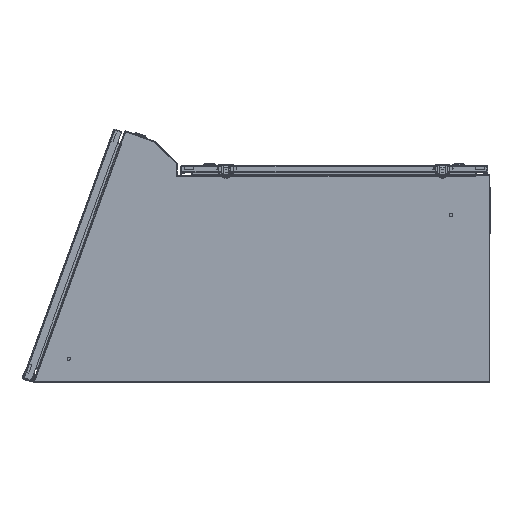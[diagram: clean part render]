
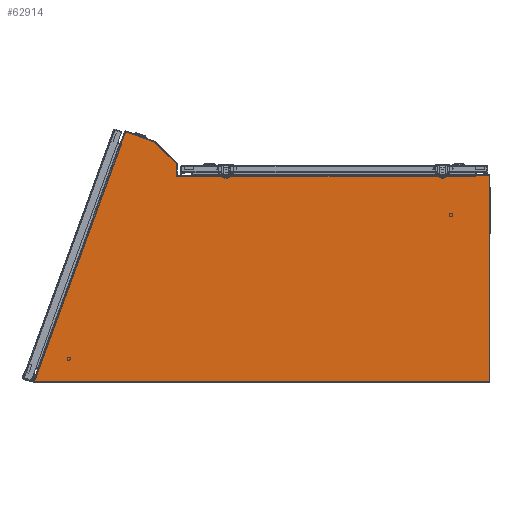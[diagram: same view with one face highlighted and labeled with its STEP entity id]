
A CAD part, left-side view. The second image highlights one B-rep face of the part: STEP entity #62914.
In plain terms, the highlighted planar face has unit normal (-1, 0, 0).
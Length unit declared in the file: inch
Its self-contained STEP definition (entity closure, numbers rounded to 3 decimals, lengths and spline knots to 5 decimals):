
#201 = DIRECTION ( 'NONE',  ( 0., -1., 0. ) ) ;
#1182 = VECTOR ( 'NONE', #7704, 39.37008 ) ;
#3240 = CARTESIAN_POINT ( 'NONE',  ( -30.036, -9.40596, 30.60963 ) ) ;
#3953 = VERTEX_POINT ( 'NONE', #61376 ) ;
#4814 = LINE ( 'NONE', #9425, #30829 ) ;
#5388 = DIRECTION ( 'NONE',  ( -1., 0., 0. ) ) ;
#6352 = CARTESIAN_POINT ( 'NONE',  ( -30.036, -12.96203, 37.09106 ) ) ;
#6847 = EDGE_CURVE ( 'NONE', #69201, #36480, #60206, .T. ) ;
#7704 = DIRECTION ( 'NONE',  ( 0., 0., 1. ) ) ;
#8313 = ORIENTED_EDGE ( 'NONE', *, *, #21044, .T. ) ;
#9425 = CARTESIAN_POINT ( 'NONE',  ( -30.036, -15.09952, 33.49804 ) ) ;
#9993 = CARTESIAN_POINT ( 'NONE',  ( -30.036, -6.7105, 1.116 ) ) ;
#10613 = ORIENTED_EDGE ( 'NONE', *, *, #47903, .T. ) ;
#11130 = EDGE_CURVE ( 'NONE', #24488, #69560, #76348, .T. ) ;
#12220 = VECTOR ( 'NONE', #82074, 39.37008 ) ;
#12756 = EDGE_CURVE ( 'NONE', #69560, #66166, #87332, .T. ) ;
#16233 = ORIENTED_EDGE ( 'NONE', *, *, #27434, .F. ) ;
#17102 = CARTESIAN_POINT ( 'NONE',  ( -30.036, -7.8115, 25.993 ) ) ;
#19586 = DIRECTION ( 'NONE',  ( 0., -1., 0. ) ) ;
#19689 = CARTESIAN_POINT ( 'NONE',  ( -30.036, -9.40596, 30.60963 ) ) ;
#20781 = VERTEX_POINT ( 'NONE', #17102 ) ;
#20823 = AXIS2_PLACEMENT_3D ( 'NONE', #61315, #5388, #55078 ) ;
#21044 = EDGE_CURVE ( 'NONE', #40304, #46598, #23217, .T. ) ;
#22316 = CARTESIAN_POINT ( 'NONE',  ( -30.036, -9.3936, 30.57582 ) ) ;
#22373 = DIRECTION ( 'NONE',  ( 0., 0., -1. ) ) ;
#23176 = EDGE_CURVE ( 'NONE', #24488, #62509, #66438, .T. ) ;
#23217 = LINE ( 'NONE', #6352, #67318 ) ;
#23504 = LINE ( 'NONE', #68836, #12220 ) ;
#23698 = CARTESIAN_POINT ( 'NONE',  ( -30.036, -6.7105, 1.116 ) ) ;
#24488 = VERTEX_POINT ( 'NONE', #80808 ) ;
#25731 = CARTESIAN_POINT ( 'NONE',  ( -30.036, -9.36542, 30.58612 ) ) ;
#25804 = LINE ( 'NONE', #73740, #33774 ) ;
#26382 = ORIENTED_EDGE ( 'NONE', *, *, #12756, .F. ) ;
#27389 = ORIENTED_EDGE ( 'NONE', *, *, #74098, .F. ) ;
#27434 = EDGE_CURVE ( 'NONE', #69712, #60349, #29409, .T. ) ;
#28763 = CARTESIAN_POINT ( 'NONE',  ( -30.036, -6.7105, 24.66 ) ) ;
#29011 = LINE ( 'NONE', #43970, #62916 ) ;
#29409 = LINE ( 'NONE', #51643, #1182 ) ;
#29611 = CARTESIAN_POINT ( 'NONE',  ( -30.036, -6.7465, 24.69 ) ) ;
#30121 = VECTOR ( 'NONE', #89263, 39.37008 ) ;
#30829 = VECTOR ( 'NONE', #88672, 39.37008 ) ;
#32601 = DIRECTION ( 'NONE',  ( 0., -1., 0. ) ) ;
#33026 = ORIENTED_EDGE ( 'NONE', *, *, #56612, .T. ) ;
#33774 = VECTOR ( 'NONE', #46024, 39.37008 ) ;
#34271 = CARTESIAN_POINT ( 'NONE',  ( -30.036, 10.4005, 37.81238 ) ) ;
#34797 = ORIENTED_EDGE ( 'NONE', *, *, #53794, .F. ) ;
#36480 = VERTEX_POINT ( 'NONE', #88469 ) ;
#39760 = VECTOR ( 'NONE', #61362, 39.37008 ) ;
#40304 = VERTEX_POINT ( 'NONE', #90789 ) ;
#42702 = ORIENTED_EDGE ( 'NONE', *, *, #56069, .T. ) ;
#43690 = DIRECTION ( 'NONE',  ( 0., 0., -1. ) ) ;
#43970 = CARTESIAN_POINT ( 'NONE',  ( -30.036, -6.7465, 38. ) ) ;
#44591 = LINE ( 'NONE', #74859, #62651 ) ;
#45953 = CARTESIAN_POINT ( 'NONE',  ( -30.036, -6.7465, 24.69 ) ) ;
#46024 = DIRECTION ( 'NONE',  ( 0., -0.939, -0.343 ) ) ;
#46598 = VERTEX_POINT ( 'NONE', #68851 ) ;
#47903 = EDGE_CURVE ( 'NONE', #76524, #20781, #76492, .T. ) ;
#48822 = ORIENTED_EDGE ( 'NONE', *, *, #52182, .F. ) ;
#49571 = VECTOR ( 'NONE', #201, 39.37008 ) ;
#51153 = FACE_OUTER_BOUND ( 'NONE', #85640, .T. ) ;
#51643 = CARTESIAN_POINT ( 'NONE',  ( -30.036, 10.4005, 0. ) ) ;
#51652 = ORIENTED_EDGE ( 'NONE', *, *, #6847, .F. ) ;
#51805 = DIRECTION ( 'NONE',  ( 0., 0., 1. ) ) ;
#52182 = EDGE_CURVE ( 'NONE', #91561, #82579, #79264, .T. ) ;
#53642 = VERTEX_POINT ( 'NONE', #25731 ) ;
#53794 = EDGE_CURVE ( 'NONE', #3953, #69712, #23504, .T. ) ;
#54811 = EDGE_CURVE ( 'NONE', #60349, #53642, #83173, .T. ) ;
#55078 = DIRECTION ( 'NONE',  ( 0., 0., 1. ) ) ;
#56069 = EDGE_CURVE ( 'NONE', #46598, #82579, #44591, .T. ) ;
#56612 = EDGE_CURVE ( 'NONE', #20781, #40304, #4814, .T. ) ;
#57667 = ORIENTED_EDGE ( 'NONE', *, *, #23176, .T. ) ;
#58152 = CARTESIAN_POINT ( 'NONE',  ( -30.036, -6.7105, 24.66 ) ) ;
#58453 = CARTESIAN_POINT ( 'NONE',  ( -30.036, -6.7105, 1.146 ) ) ;
#60206 = LINE ( 'NONE', #90016, #74843 ) ;
#60349 = VERTEX_POINT ( 'NONE', #34271 ) ;
#61008 = PLANE ( 'NONE',  #20823 ) ;
#61315 = CARTESIAN_POINT ( 'NONE',  ( -30.036, -10.4635, 38. ) ) ;
#61344 = VECTOR ( 'NONE', #22373, 39.37008 ) ;
#61362 = DIRECTION ( 'NONE',  ( 0., -0.343, 0.939 ) ) ;
#61376 = CARTESIAN_POINT ( 'NONE',  ( -30.036, -6.7465, 0. ) ) ;
#62024 = ORIENTED_EDGE ( 'NONE', *, *, #11130, .F. ) ;
#62509 = VERTEX_POINT ( 'NONE', #45953 ) ;
#62651 = VECTOR ( 'NONE', #89085, 39.37008 ) ;
#62914 = ADVANCED_FACE ( 'NONE', ( #51153 ), #61008, .T. ) ;
#62916 = VECTOR ( 'NONE', #51805, 39.37008 ) ;
#63808 = ORIENTED_EDGE ( 'NONE', *, *, #54811, .F. ) ;
#65086 = CARTESIAN_POINT ( 'NONE',  ( -30.036, -6.7105, 1.116 ) ) ;
#66166 = VERTEX_POINT ( 'NONE', #58453 ) ;
#66438 = LINE ( 'NONE', #29611, #49571 ) ;
#67103 = EDGE_CURVE ( 'NONE', #62509, #76524, #79845, .T. ) ;
#67318 = VECTOR ( 'NONE', #71428, 39.37008 ) ;
#67793 = DIRECTION ( 'NONE',  ( 0., 0., -1. ) ) ;
#68836 = CARTESIAN_POINT ( 'NONE',  ( -30.036, -10.4635, 0. ) ) ;
#68851 = CARTESIAN_POINT ( 'NONE',  ( -30.036, -10.4635, 30.223 ) ) ;
#69201 = VERTEX_POINT ( 'NONE', #23698 ) ;
#69560 = VERTEX_POINT ( 'NONE', #58152 ) ;
#69579 = VECTOR ( 'NONE', #43690, 39.37008 ) ;
#69712 = VERTEX_POINT ( 'NONE', #81401 ) ;
#71428 = DIRECTION ( 'NONE',  ( 0., -0.342, 0.94 ) ) ;
#73740 = CARTESIAN_POINT ( 'NONE',  ( -30.036, -9.3936, 30.57582 ) ) ;
#74098 = EDGE_CURVE ( 'NONE', #53642, #91561, #25804, .T. ) ;
#74843 = VECTOR ( 'NONE', #32601, 39.37008 ) ;
#74859 = CARTESIAN_POINT ( 'NONE',  ( -30.036, -7.9555, 31.1399 ) ) ;
#75154 = EDGE_CURVE ( 'NONE', #3953, #36480, #29011, .T. ) ;
#75254 = DIRECTION ( 'NONE',  ( 0., 0., 1. ) ) ;
#75389 = VECTOR ( 'NONE', #19586, 39.37008 ) ;
#76348 = LINE ( 'NONE', #65086, #69579 ) ;
#76492 = LINE ( 'NONE', #91030, #75389 ) ;
#76524 = VERTEX_POINT ( 'NONE', #86082 ) ;
#78476 = ORIENTED_EDGE ( 'NONE', *, *, #75154, .T. ) ;
#79264 = LINE ( 'NONE', #3240, #39760 ) ;
#79845 = LINE ( 'NONE', #83780, #83184 ) ;
#80808 = CARTESIAN_POINT ( 'NONE',  ( -30.036, -6.7105, 24.69 ) ) ;
#81401 = CARTESIAN_POINT ( 'NONE',  ( -30.036, 10.4005, 0. ) ) ;
#81789 = VECTOR ( 'NONE', #67793, 39.37008 ) ;
#82074 = DIRECTION ( 'NONE',  ( 0., 1., 0. ) ) ;
#82478 = EDGE_CURVE ( 'NONE', #66166, #69201, #91954, .T. ) ;
#82579 = VERTEX_POINT ( 'NONE', #19689 ) ;
#83173 = LINE ( 'NONE', #22316, #30121 ) ;
#83184 = VECTOR ( 'NONE', #75254, 39.37008 ) ;
#83780 = CARTESIAN_POINT ( 'NONE',  ( -30.036, -6.7465, 38. ) ) ;
#85640 = EDGE_LOOP ( 'NONE', ( #62024, #57667, #92265, #10613, #33026, #8313, #42702, #48822, #27389, #63808, #16233, #34797, #78476, #51652, #91042, #26382 ) ) ;
#86082 = CARTESIAN_POINT ( 'NONE',  ( -30.036, -6.7465, 25.993 ) ) ;
#87332 = LINE ( 'NONE', #28763, #61344 ) ;
#88469 = CARTESIAN_POINT ( 'NONE',  ( -30.036, -6.7465, 1.116 ) ) ;
#88672 = DIRECTION ( 'NONE',  ( 0., -0.697, 0.717 ) ) ;
#89085 = DIRECTION ( 'NONE',  ( 0., 0.939, 0.343 ) ) ;
#89263 = DIRECTION ( 'NONE',  ( 0., -0.939, -0.343 ) ) ;
#90016 = CARTESIAN_POINT ( 'NONE',  ( -30.036, -6.7465, 1.116 ) ) ;
#90789 = CARTESIAN_POINT ( 'NONE',  ( -30.036, -9.5915, 27.826 ) ) ;
#91030 = CARTESIAN_POINT ( 'NONE',  ( -30.036, -10.4635, 25.993 ) ) ;
#91042 = ORIENTED_EDGE ( 'NONE', *, *, #82478, .F. ) ;
#91411 = CARTESIAN_POINT ( 'NONE',  ( -30.036, -9.3936, 30.57582 ) ) ;
#91561 = VERTEX_POINT ( 'NONE', #91411 ) ;
#91954 = LINE ( 'NONE', #9993, #81789 ) ;
#92265 = ORIENTED_EDGE ( 'NONE', *, *, #67103, .T. ) ;
